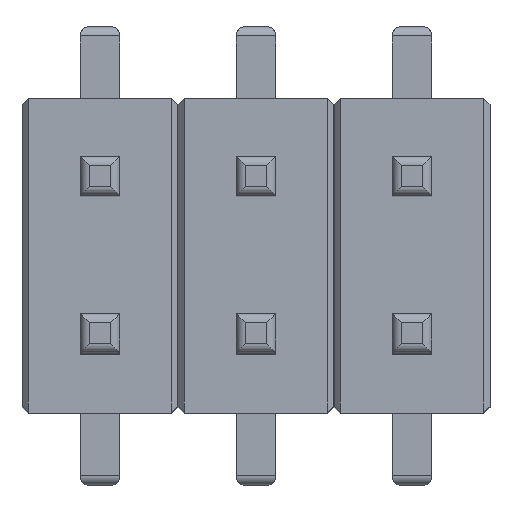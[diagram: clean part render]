
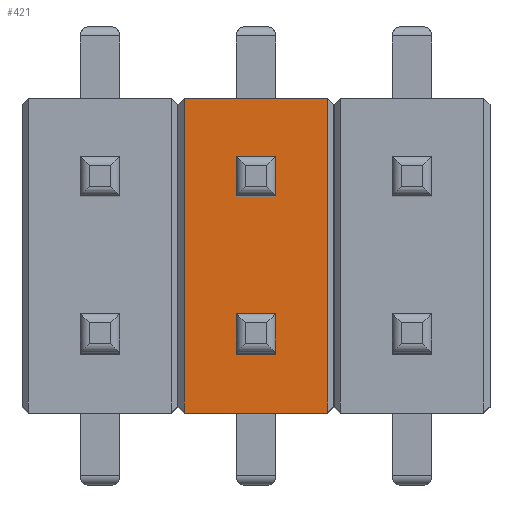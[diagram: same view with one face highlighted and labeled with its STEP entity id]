
A CAD part, top view. The second image highlights one B-rep face of the part: STEP entity #421.
In plain terms, the highlighted planar face has unit normal (0, 0, 1).
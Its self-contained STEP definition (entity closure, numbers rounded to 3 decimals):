
#55 = EDGE_LOOP ( 'NONE', ( #587, #1166, #3429, #1190 ) ) ;
#114 = ORIENTED_EDGE ( 'NONE', *, *, #3786, .T. ) ;
#125 = CARTESIAN_POINT ( 'NONE',  ( 2.838, 1.59, 2.54 ) ) ;
#127 = LINE ( 'NONE', #962, #2596 ) ;
#138 = EDGE_LOOP ( 'NONE', ( #1208, #3744, #818, #1264 ) ) ;
#141 = DIRECTION ( 'NONE',  ( 0., -1., 0. ) ) ;
#155 = LINE ( 'NONE', #4357, #1378 ) ;
#193 = DIRECTION ( 'NONE',  ( 0., 1., 0. ) ) ;
#311 = VECTOR ( 'NONE', #141, 1000. ) ;
#327 = ORIENTED_EDGE ( 'NONE', *, *, #2038, .T. ) ;
#330 = CARTESIAN_POINT ( 'NONE',  ( 2.198, -1.59, 2.54 ) ) ;
#403 = EDGE_CURVE ( 'NONE', #3180, #4707, #155, .T. ) ;
#421 = ADVANCED_FACE ( 'NONE', ( #3583, #4352, #4242 ), #3655, .T. ) ;
#534 = VECTOR ( 'NONE', #2322, 1000. ) ;
#587 = ORIENTED_EDGE ( 'NONE', *, *, #917, .T. ) ;
#719 = LINE ( 'NONE', #1755, #1140 ) ;
#723 = AXIS2_PLACEMENT_3D ( 'NONE', #4325, #4631, #1058 ) ;
#736 = VECTOR ( 'NONE', #2190, 1000. ) ;
#818 = ORIENTED_EDGE ( 'NONE', *, *, #4554, .F. ) ;
#892 = CARTESIAN_POINT ( 'NONE',  ( 2.198, -0.95, 2.54 ) ) ;
#907 = CARTESIAN_POINT ( 'NONE',  ( 2.838, -1.59, 2.54 ) ) ;
#917 = EDGE_CURVE ( 'NONE', #4344, #3060, #3788, .T. ) ;
#962 = CARTESIAN_POINT ( 'NONE',  ( 2.198, 0., 2.54 ) ) ;
#1008 = LINE ( 'NONE', #1173, #2968 ) ;
#1009 = CARTESIAN_POINT ( 'NONE',  ( 2.198, -1.59, 2.54 ) ) ;
#1041 = CARTESIAN_POINT ( 'NONE',  ( 1.359, -2.54, 2.54 ) ) ;
#1058 = DIRECTION ( 'NONE',  ( 1., 0., 0. ) ) ;
#1073 = LINE ( 'NONE', #3514, #3918 ) ;
#1085 = EDGE_CURVE ( 'NONE', #4344, #3539, #719, .T. ) ;
#1102 = VERTEX_POINT ( 'NONE', #2489 ) ;
#1103 = CARTESIAN_POINT ( 'NONE',  ( 2.198, -0.95, 2.54 ) ) ;
#1140 = VECTOR ( 'NONE', #3244, 1000. ) ;
#1166 = ORIENTED_EDGE ( 'NONE', *, *, #4626, .T. ) ;
#1173 = CARTESIAN_POINT ( 'NONE',  ( 2.198, 0.95, 2.54 ) ) ;
#1190 = ORIENTED_EDGE ( 'NONE', *, *, #1085, .F. ) ;
#1208 = ORIENTED_EDGE ( 'NONE', *, *, #4720, .T. ) ;
#1264 = ORIENTED_EDGE ( 'NONE', *, *, #1317, .T. ) ;
#1276 = EDGE_LOOP ( 'NONE', ( #114, #2715, #3273, #327 ) ) ;
#1317 = EDGE_CURVE ( 'NONE', #1102, #2289, #2275, .T. ) ;
#1344 = VERTEX_POINT ( 'NONE', #1009 ) ;
#1378 = VECTOR ( 'NONE', #4724, 1000. ) ;
#1429 = VERTEX_POINT ( 'NONE', #2487 ) ;
#1451 = DIRECTION ( 'NONE',  ( 0., 1., 0. ) ) ;
#1600 = LINE ( 'NONE', #330, #3567 ) ;
#1625 = CARTESIAN_POINT ( 'NONE',  ( 3.776, 2.54, 2.54 ) ) ;
#1755 = CARTESIAN_POINT ( 'NONE',  ( 1.359, 0., 2.54 ) ) ;
#1770 = LINE ( 'NONE', #1625, #3439 ) ;
#1838 = LINE ( 'NONE', #1103, #736 ) ;
#1940 = EDGE_CURVE ( 'NONE', #3954, #3539, #1770, .T. ) ;
#1966 = CARTESIAN_POINT ( 'NONE',  ( 3.676, 2.54, 2.54 ) ) ;
#2038 = EDGE_CURVE ( 'NONE', #1344, #4675, #127, .T. ) ;
#2052 = CARTESIAN_POINT ( 'NONE',  ( 1.359, 2.54, 2.54 ) ) ;
#2175 = CARTESIAN_POINT ( 'NONE',  ( 2.198, 0., 2.54 ) ) ;
#2190 = DIRECTION ( 'NONE',  ( 1., 0., 0. ) ) ;
#2201 = CARTESIAN_POINT ( 'NONE',  ( 3.776, -2.54, 2.54 ) ) ;
#2275 = LINE ( 'NONE', #2175, #3155 ) ;
#2285 = CARTESIAN_POINT ( 'NONE',  ( 2.838, -0.95, 2.54 ) ) ;
#2289 = VERTEX_POINT ( 'NONE', #3259 ) ;
#2322 = DIRECTION ( 'NONE',  ( 0., 1., 0. ) ) ;
#2374 = LINE ( 'NONE', #4221, #311 ) ;
#2486 = LINE ( 'NONE', #4204, #534 ) ;
#2487 = CARTESIAN_POINT ( 'NONE',  ( 2.838, 0.95, 2.54 ) ) ;
#2489 = CARTESIAN_POINT ( 'NONE',  ( 2.198, 0.95, 2.54 ) ) ;
#2596 = VECTOR ( 'NONE', #193, 1000. ) ;
#2715 = ORIENTED_EDGE ( 'NONE', *, *, #403, .T. ) ;
#2902 = DIRECTION ( 'NONE',  ( 1., 0., 0. ) ) ;
#2949 = VECTOR ( 'NONE', #2951, 1000. ) ;
#2951 = DIRECTION ( 'NONE',  ( 1., 0., 0. ) ) ;
#2952 = CARTESIAN_POINT ( 'NONE',  ( 3.676, -2.54, 2.54 ) ) ;
#2968 = VECTOR ( 'NONE', #3388, 1000. ) ;
#3060 = VERTEX_POINT ( 'NONE', #2952 ) ;
#3155 = VECTOR ( 'NONE', #1451, 1000. ) ;
#3180 = VERTEX_POINT ( 'NONE', #2285 ) ;
#3244 = DIRECTION ( 'NONE',  ( 0., 1., 0. ) ) ;
#3259 = CARTESIAN_POINT ( 'NONE',  ( 2.198, 1.59, 2.54 ) ) ;
#3273 = ORIENTED_EDGE ( 'NONE', *, *, #4401, .F. ) ;
#3388 = DIRECTION ( 'NONE',  ( 1., 0., 0. ) ) ;
#3429 = ORIENTED_EDGE ( 'NONE', *, *, #1940, .T. ) ;
#3439 = VECTOR ( 'NONE', #4232, 1000. ) ;
#3514 = CARTESIAN_POINT ( 'NONE',  ( 2.198, 1.59, 2.54 ) ) ;
#3539 = VERTEX_POINT ( 'NONE', #2052 ) ;
#3567 = VECTOR ( 'NONE', #2902, 1000. ) ;
#3583 = FACE_BOUND ( 'NONE', #1276, .T. ) ;
#3655 = PLANE ( 'NONE',  #723 ) ;
#3744 = ORIENTED_EDGE ( 'NONE', *, *, #4660, .T. ) ;
#3786 = EDGE_CURVE ( 'NONE', #4675, #3180, #1838, .T. ) ;
#3788 = LINE ( 'NONE', #2201, #2949 ) ;
#3897 = DIRECTION ( 'NONE',  ( 1., 0., 0. ) ) ;
#3918 = VECTOR ( 'NONE', #3897, 1000. ) ;
#3954 = VERTEX_POINT ( 'NONE', #1966 ) ;
#4204 = CARTESIAN_POINT ( 'NONE',  ( 3.676, 0., 2.54 ) ) ;
#4221 = CARTESIAN_POINT ( 'NONE',  ( 2.838, 0., 2.54 ) ) ;
#4232 = DIRECTION ( 'NONE',  ( -1., 0., 0. ) ) ;
#4242 = FACE_BOUND ( 'NONE', #138, .T. ) ;
#4325 = CARTESIAN_POINT ( 'NONE',  ( 2.518, 0., 2.54 ) ) ;
#4344 = VERTEX_POINT ( 'NONE', #1041 ) ;
#4352 = FACE_OUTER_BOUND ( 'NONE', #55, .T. ) ;
#4357 = CARTESIAN_POINT ( 'NONE',  ( 2.838, 0., 2.54 ) ) ;
#4401 = EDGE_CURVE ( 'NONE', #1344, #4707, #1600, .T. ) ;
#4554 = EDGE_CURVE ( 'NONE', #1102, #1429, #1008, .T. ) ;
#4626 = EDGE_CURVE ( 'NONE', #3060, #3954, #2486, .T. ) ;
#4631 = DIRECTION ( 'NONE',  ( 0., 0., 1. ) ) ;
#4651 = VERTEX_POINT ( 'NONE', #125 ) ;
#4660 = EDGE_CURVE ( 'NONE', #4651, #1429, #2374, .T. ) ;
#4675 = VERTEX_POINT ( 'NONE', #892 ) ;
#4707 = VERTEX_POINT ( 'NONE', #907 ) ;
#4720 = EDGE_CURVE ( 'NONE', #2289, #4651, #1073, .T. ) ;
#4724 = DIRECTION ( 'NONE',  ( 0., -1., 0. ) ) ;
